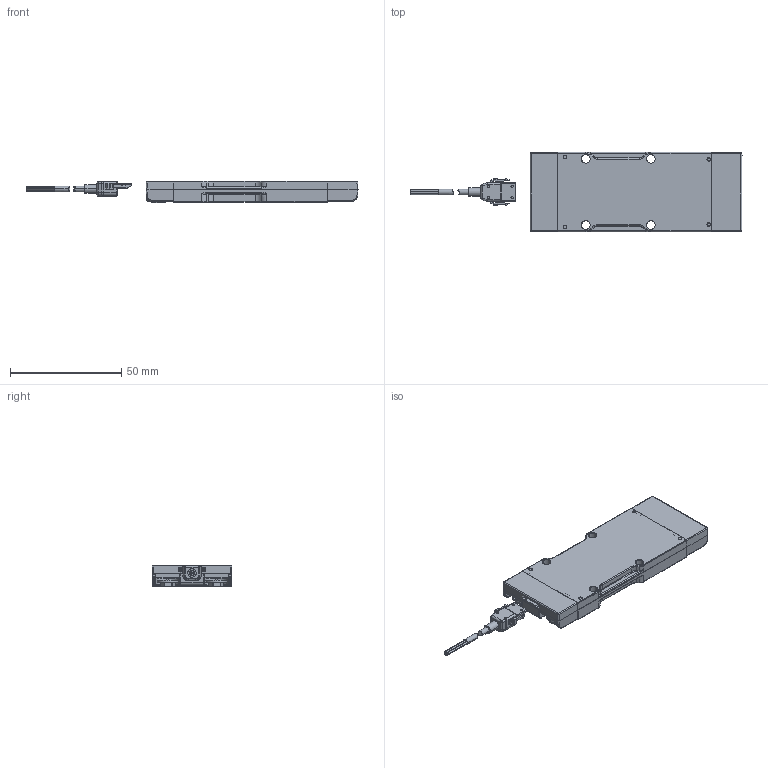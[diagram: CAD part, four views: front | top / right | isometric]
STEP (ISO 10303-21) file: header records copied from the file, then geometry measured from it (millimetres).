
FILE_DESCRIPTION (( 'STEP AP214' ), '1' );
FILE_NAME ('3714_VIA DCM Chassis with Comm.STEP', '2021-01-05T19:28:06', ( '' ), ( '' ), 'SwSTEP 2.0', 'SolidWorks 2017', '' );
FILE_SCHEMA (( 'AUTOMOTIVE_DESIGN' ));
Length unit declared in the file: millimetre
Products named in the file (1): 3714_VIA DCM Chassis with Comm
Bounding box: 149.04 x 35.54 x 9.81 mm (x, y, z)
Volume: 49001.6 mm3; surface area: 22229.2 mm2
Topology: 27 solids, 27 shells, 1810 faces, 4618 edges, 2881 vertices
Faces by surface type: cylinder 774, plane 517, bspline 305, cone 214
Entity records: 104757 total; most frequent: CARTESIAN_POINT 51070, ORIENTED_EDGE 9172, DIRECTION 7907, EDGE_CURVE 4586, AXIS2_PLACEMENT_3D 2964, VERTEX_POINT 2881, LINE 1979, VECTOR 1979
